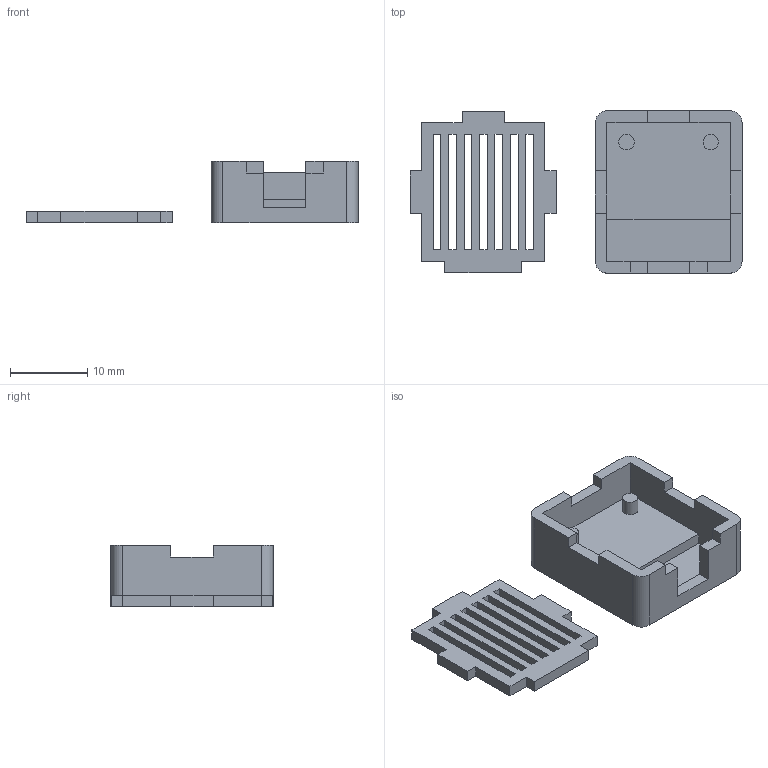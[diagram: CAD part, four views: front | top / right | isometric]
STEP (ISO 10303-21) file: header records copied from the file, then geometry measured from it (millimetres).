
FILE_DESCRIPTION(/* description */ (''),/* implementation_level */ '2;1');
FILE_NAME(/* name */ 'Si7021 Sensor Case v1.step',/* time_stamp */ '2017-03-19T22:27:42-05:00',/* author */ (''),/* organization */ (''),/* preprocessor_version */ 'ST-DEVELOPER v16.5',/* originating_system */ 'Autodesk Translation Framework v5.2.0.2920',/* authorisation */ '');
FILE_SCHEMA (('AUTOMOTIVE_DESIGN { 1 0 10303 214 3 1 1 }'));
Length unit declared in the file: millimetre
Products named in the file (1): Si7021 Sensor Case v1
Bounding box: 43 x 21 x 8 mm (x, y, z)
Volume: 1851.6 mm3; surface area: 2641 mm2
Topology: 2 solids, 2 shells, 90 faces, 252 edges, 168 vertices
Faces by surface type: plane 84, cylinder 6
Full cylindrical faces by diameter (mm): 2 x2
Entity records: 2887 total; most frequent: CARTESIAN_POINT 509, ORIENTED_EDGE 500, DIRECTION 444, EDGE_CURVE 250, LINE 238, VECTOR 238, VERTEX_POINT 168, EDGE_LOOP 108
